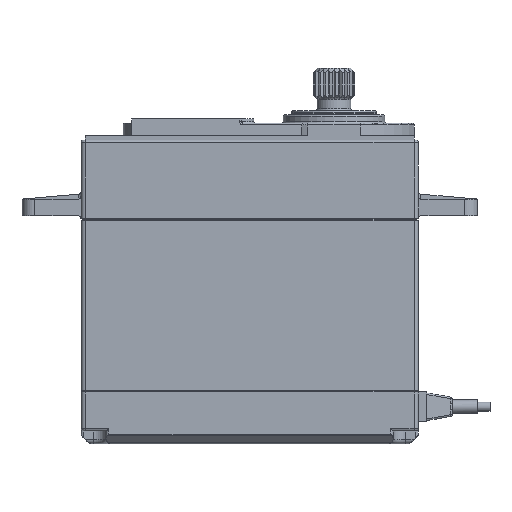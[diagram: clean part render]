
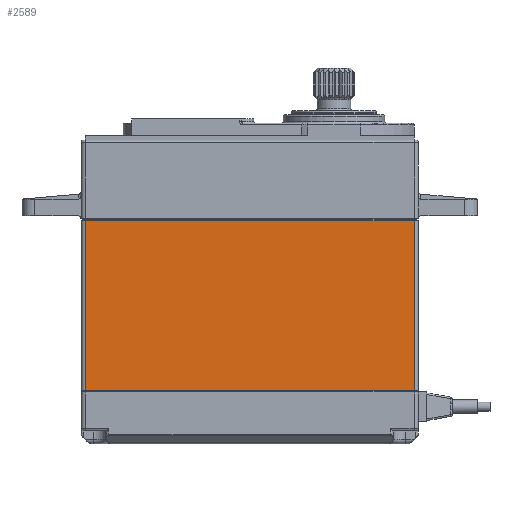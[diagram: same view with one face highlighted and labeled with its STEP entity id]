
A CAD part, front view. The second image highlights one B-rep face of the part: STEP entity #2589.
In plain terms, the highlighted planar face has unit normal (0, -1, 0).
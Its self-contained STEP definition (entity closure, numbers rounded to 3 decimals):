
#18 = VECTOR ( 'NONE', #4766, 1000. ) ;
#1204 = ORIENTED_EDGE ( 'NONE', *, *, #9457, .T. ) ;
#1261 = DIRECTION ( 'NONE',  ( 0., 0., -1. ) ) ;
#1277 = LINE ( 'NONE', #12946, #18224 ) ;
#1451 = EDGE_CURVE ( 'NONE', #7291, #17840, #1277, .T. ) ;
#1527 = CARTESIAN_POINT ( 'NONE',  ( -19.5, -10., 36. ) ) ;
#1961 = CARTESIAN_POINT ( 'NONE',  ( 19.5, -10., 36. ) ) ;
#2052 = PLANE ( 'NONE',  #7007 ) ;
#2548 = EDGE_CURVE ( 'NONE', #16903, #17840, #11506, .T. ) ;
#2589 = ADVANCED_FACE ( 'NONE', ( #9451 ), #2052, .F. ) ;
#4423 = DIRECTION ( 'NONE',  ( 1., 0., 0. ) ) ;
#4735 = DIRECTION ( 'NONE',  ( 0., 0., 1. ) ) ;
#4766 = DIRECTION ( 'NONE',  ( 1., 0., 0. ) ) ;
#5005 = CARTESIAN_POINT ( 'NONE',  ( -19.5, -10., 6.324 ) ) ;
#6303 = VECTOR ( 'NONE', #1261, 1000. ) ;
#6683 = ORIENTED_EDGE ( 'NONE', *, *, #1451, .F. ) ;
#6894 = CARTESIAN_POINT ( 'NONE',  ( -19.5, -10., 26.5 ) ) ;
#7007 = AXIS2_PLACEMENT_3D ( 'NONE', #7975, #17613, #12338 ) ;
#7291 = VERTEX_POINT ( 'NONE', #6894 ) ;
#7975 = CARTESIAN_POINT ( 'NONE',  ( -20., -10., 36. ) ) ;
#8965 = CARTESIAN_POINT ( 'NONE',  ( 19.5, -10., 6.324 ) ) ;
#9451 = FACE_OUTER_BOUND ( 'NONE', #10031, .T. ) ;
#9457 = EDGE_CURVE ( 'NONE', #7291, #11142, #9688, .T. ) ;
#9688 = LINE ( 'NONE', #1527, #6303 ) ;
#10031 = EDGE_LOOP ( 'NONE', ( #1204, #15141, #14994, #6683 ) ) ;
#10689 = CARTESIAN_POINT ( 'NONE',  ( -19.5, -10., 6.324 ) ) ;
#11142 = VERTEX_POINT ( 'NONE', #5005 ) ;
#11403 = EDGE_CURVE ( 'NONE', #11142, #16903, #11472, .T. ) ;
#11472 = LINE ( 'NONE', #10689, #18 ) ;
#11506 = LINE ( 'NONE', #1961, #16175 ) ;
#12338 = DIRECTION ( 'NONE',  ( 1., 0., 0. ) ) ;
#12946 = CARTESIAN_POINT ( 'NONE',  ( -19.5, -10., 26.5 ) ) ;
#14994 = ORIENTED_EDGE ( 'NONE', *, *, #2548, .T. ) ;
#15141 = ORIENTED_EDGE ( 'NONE', *, *, #11403, .T. ) ;
#15598 = CARTESIAN_POINT ( 'NONE',  ( 19.5, -10., 26.5 ) ) ;
#16175 = VECTOR ( 'NONE', #4735, 1000. ) ;
#16903 = VERTEX_POINT ( 'NONE', #8965 ) ;
#17613 = DIRECTION ( 'NONE',  ( 0., 1., 0. ) ) ;
#17840 = VERTEX_POINT ( 'NONE', #15598 ) ;
#18224 = VECTOR ( 'NONE', #4423, 1000. ) ;
